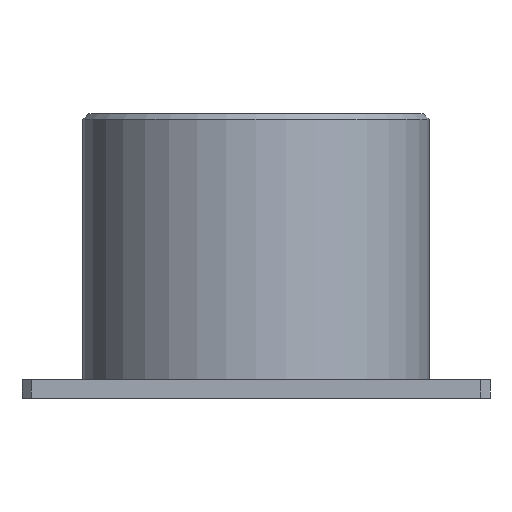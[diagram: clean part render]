
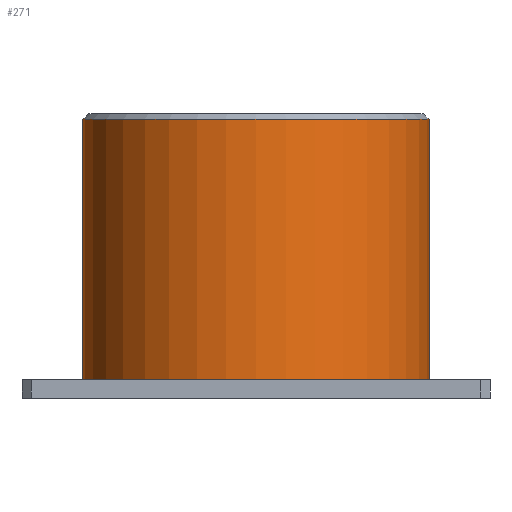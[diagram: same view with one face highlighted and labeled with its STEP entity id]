
A CAD part, front view. The second image highlights one B-rep face of the part: STEP entity #271.
In plain terms, the highlighted cylindrical face has radius 9.25 mm (diameter 18.5 mm), a partial arc.
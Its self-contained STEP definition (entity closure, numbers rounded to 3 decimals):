
#115 = ORIENTED_EDGE ( 'NONE', *, *, #1472, .T. ) ;
#144 = LINE ( 'NONE', #1025, #835 ) ;
#152 = DIRECTION ( 'NONE',  ( 0., 0., 1. ) ) ;
#172 = EDGE_CURVE ( 'NONE', #1185, #816, #1568, .T. ) ;
#208 = VERTEX_POINT ( 'NONE', #1335 ) ;
#271 = ADVANCED_FACE ( 'NONE', ( #1503 ), #746, .T. ) ;
#296 = CIRCLE ( 'NONE', #1050, 9.25 ) ;
#365 = CIRCLE ( 'NONE', #1276, 9.25 ) ;
#383 = DIRECTION ( 'NONE',  ( 0., 0., -1. ) ) ;
#397 = VECTOR ( 'NONE', #1592, 1000. ) ;
#398 = DIRECTION ( 'NONE',  ( -1., 0., 0. ) ) ;
#447 = CARTESIAN_POINT ( 'NONE',  ( 0., 0., 14.9 ) ) ;
#472 = AXIS2_PLACEMENT_3D ( 'NONE', #1496, #383, #398 ) ;
#557 = EDGE_CURVE ( 'NONE', #597, #1185, #296, .T. ) ;
#576 = DIRECTION ( 'NONE',  ( 1., 0., 0. ) ) ;
#597 = VERTEX_POINT ( 'NONE', #980 ) ;
#723 = ORIENTED_EDGE ( 'NONE', *, *, #172, .T. ) ;
#746 = CYLINDRICAL_SURFACE ( 'NONE', #472, 9.25 ) ;
#816 = VERTEX_POINT ( 'NONE', #1369 ) ;
#835 = VECTOR ( 'NONE', #1263, 1000. ) ;
#903 = CARTESIAN_POINT ( 'NONE',  ( 0., 0., 1. ) ) ;
#964 = DIRECTION ( 'NONE',  ( 0., 0., -1. ) ) ;
#980 = CARTESIAN_POINT ( 'NONE',  ( 9.25, 0., 14.9 ) ) ;
#1025 = CARTESIAN_POINT ( 'NONE',  ( 9.25, 0., 17.2 ) ) ;
#1029 = DIRECTION ( 'NONE',  ( 1., 0., 0. ) ) ;
#1050 = AXIS2_PLACEMENT_3D ( 'NONE', #447, #964, #576 ) ;
#1182 = EDGE_CURVE ( 'NONE', #597, #208, #144, .T. ) ;
#1185 = VERTEX_POINT ( 'NONE', #1390 ) ;
#1263 = DIRECTION ( 'NONE',  ( 0., 0., -1. ) ) ;
#1276 = AXIS2_PLACEMENT_3D ( 'NONE', #903, #152, #1029 ) ;
#1286 = ORIENTED_EDGE ( 'NONE', *, *, #557, .T. ) ;
#1313 = ORIENTED_EDGE ( 'NONE', *, *, #1182, .F. ) ;
#1335 = CARTESIAN_POINT ( 'NONE',  ( 9.25, 0., 1. ) ) ;
#1369 = CARTESIAN_POINT ( 'NONE',  ( -9.25, 0., 1. ) ) ;
#1390 = CARTESIAN_POINT ( 'NONE',  ( -9.25, 0., 14.9 ) ) ;
#1434 = EDGE_LOOP ( 'NONE', ( #1313, #1286, #723, #115 ) ) ;
#1448 = CARTESIAN_POINT ( 'NONE',  ( -9.25, 0., 17.2 ) ) ;
#1472 = EDGE_CURVE ( 'NONE', #816, #208, #365, .T. ) ;
#1496 = CARTESIAN_POINT ( 'NONE',  ( 0., 0., 17.2 ) ) ;
#1503 = FACE_OUTER_BOUND ( 'NONE', #1434, .T. ) ;
#1568 = LINE ( 'NONE', #1448, #397 ) ;
#1592 = DIRECTION ( 'NONE',  ( 0., 0., -1. ) ) ;
